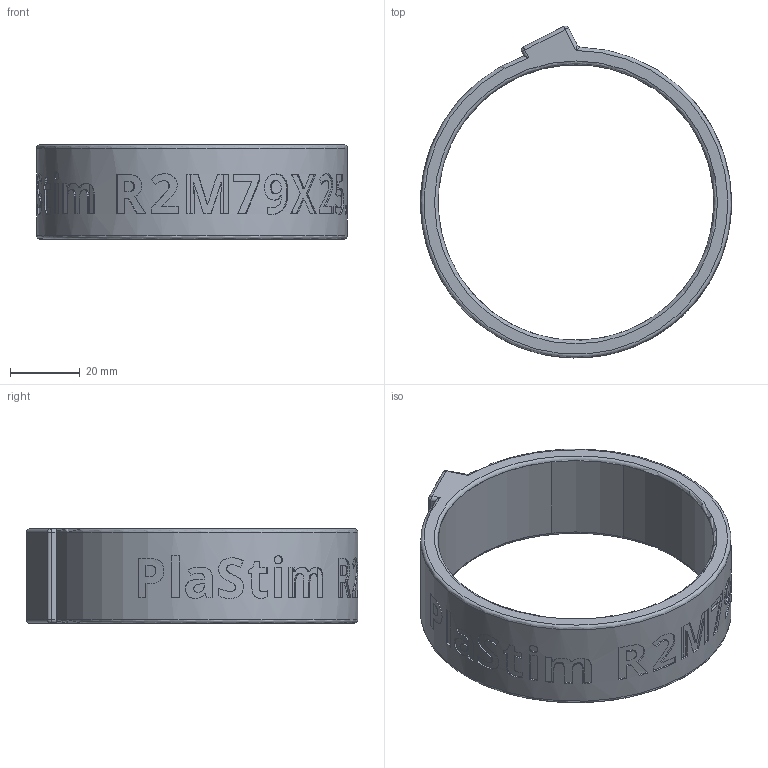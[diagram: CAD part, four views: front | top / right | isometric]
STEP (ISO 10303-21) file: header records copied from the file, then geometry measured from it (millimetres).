
FILE_DESCRIPTION(/* description */ ('STEP AP242 Edition 2','CAx-IF Rec.Pracs.---Representation and Presentation of Product Manufacturing Information (PMI)---4.0---2014-10-13','CAx-IF Rec.Pracs.---3D Tessellated Geometry---0.4---2014-09-14','2;1','CAx-IF Rec.Pracs.---User Defined Attributes---1.5---2016-08-15'),/* implementation_level */ '2;1');
FILE_NAME(/* name */ '696905fa3e7a8fa981fc6f50',/* time_stamp */ '2026-01-15T15:21:30Z',/* author */ (''),/* organization */ (''),/* preprocessor_version */ 'ST-DEVELOPER v20',/* originating_system */ 'ONSHAPE BY PTC INC, 1.209',/* authorisation */ ' ');
FILE_SCHEMA (('AP242_MANAGED_MODEL_BASED_3D_ENGINEERING_MIM_LF { 1 0 10303 442 3 1 4 }'));
Length unit declared in the file: metre
Products named in the file (2): Insulator; Conductor
Bounding box: 89 x 95.01 x 27 mm (x, y, z)
Volume: 36722.4 mm3; surface area: 37360.2 mm2
Topology: 3 solids, 3 shells, 453 faces, 1240 edges, 813 vertices
Faces by surface type: bspline 193, plane 178, cylinder 72, torus 6, sphere 4
Full cylindrical faces by diameter (mm): 2.135 x1, 4 x1
Entity records: 15627 total; most frequent: CARTESIAN_POINT 5355, ORIENTED_EDGE 2450, DIRECTION 1566, EDGE_CURVE 1225, VERTEX_POINT 810, LINE 540, VECTOR 540, AXIS2_PLACEMENT_3D 513
